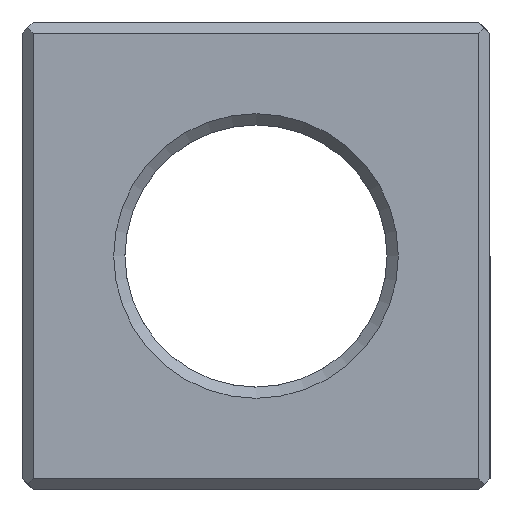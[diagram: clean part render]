
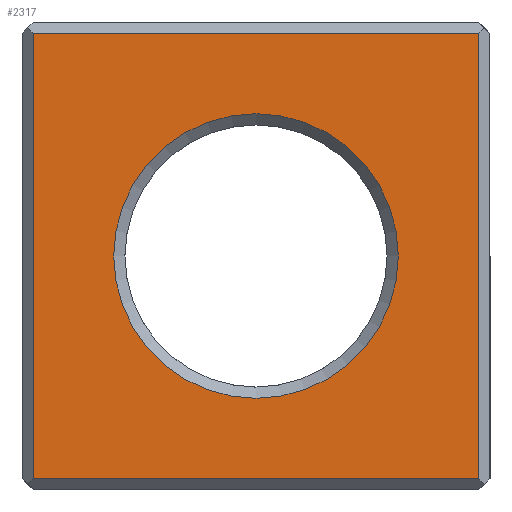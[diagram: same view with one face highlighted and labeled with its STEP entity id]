
A CAD part, left-side view. The second image highlights one B-rep face of the part: STEP entity #2317.
In plain terms, the highlighted planar face has unit normal (-1, 0, 0).
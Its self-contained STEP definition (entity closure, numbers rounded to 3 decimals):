
#72 = PLANE('',#73);
#73 = AXIS2_PLACEMENT_3D('',#74,#75,#76);
#74 = CARTESIAN_POINT('',(0.,0.,0.3));
#75 = DIRECTION('',(-0.707,0.,-0.707)
  );
#76 = DIRECTION('',(0.707,0.,-0.707));
#467 = PLANE('',#468);
#468 = AXIS2_PLACEMENT_3D('',#469,#470,#471);
#469 = CARTESIAN_POINT('',(0.3,12.5,0.));
#470 = DIRECTION('',(0.707,-0.707,0.));
#471 = DIRECTION('',(-0.707,-0.707,0.));
#698 = PLANE('',#699);
#699 = AXIS2_PLACEMENT_3D('',#700,#701,#702);
#700 = CARTESIAN_POINT('',(0.3,0.,0.));
#701 = DIRECTION('',(-0.707,-0.707,0.));
#702 = DIRECTION('',(-0.707,0.707,0.));
#766 = VERTEX_POINT('',#767);
#767 = CARTESIAN_POINT('',(0.,0.3,0.3));
#788 = EDGE_CURVE('',#766,#789,#791,.T.);
#789 = VERTEX_POINT('',#790);
#790 = CARTESIAN_POINT('',(0.,12.2,0.3));
#791 = SURFACE_CURVE('',#792,(#796,#803),.PCURVE_S1.);
#792 = LINE('',#793,#794);
#793 = CARTESIAN_POINT('',(0.,0.,0.3));
#794 = VECTOR('',#795,1.);
#795 = DIRECTION('',(0.,1.,0.));
#796 = PCURVE('',#72,#797);
#797 = DEFINITIONAL_REPRESENTATION('',(#798),#802);
#798 = LINE('',#799,#800);
#799 = CARTESIAN_POINT('',(0.,0.));
#800 = VECTOR('',#801,1.);
#801 = DIRECTION('',(0.,-1.));
#802 = ( GEOMETRIC_REPRESENTATION_CONTEXT(2) 
PARAMETRIC_REPRESENTATION_CONTEXT() REPRESENTATION_CONTEXT('2D SPACE',''
  ) );
#803 = PCURVE('',#804,#809);
#804 = PLANE('',#805);
#805 = AXIS2_PLACEMENT_3D('',#806,#807,#808);
#806 = CARTESIAN_POINT('',(0.,12.5,0.));
#807 = DIRECTION('',(1.,0.,0.));
#808 = DIRECTION('',(0.,-1.,0.));
#809 = DEFINITIONAL_REPRESENTATION('',(#810),#814);
#810 = LINE('',#811,#812);
#811 = CARTESIAN_POINT('',(12.5,-0.3));
#812 = VECTOR('',#813,1.);
#813 = DIRECTION('',(-1.,0.));
#814 = ( GEOMETRIC_REPRESENTATION_CONTEXT(2) 
PARAMETRIC_REPRESENTATION_CONTEXT() REPRESENTATION_CONTEXT('2D SPACE',''
  ) );
#1709 = VERTEX_POINT('',#1710);
#1710 = CARTESIAN_POINT('',(0.,12.2,12.2));
#1724 = PLANE('',#1725);
#1725 = AXIS2_PLACEMENT_3D('',#1726,#1727,#1728);
#1726 = CARTESIAN_POINT('',(0.3,0.,12.5));
#1727 = DIRECTION('',(-0.707,0.,0.707
    ));
#1728 = DIRECTION('',(-0.707,0.,-0.707
    ));
#1736 = EDGE_CURVE('',#789,#1709,#1737,.T.);
#1737 = SURFACE_CURVE('',#1738,(#1742,#1749),.PCURVE_S1.);
#1738 = LINE('',#1739,#1740);
#1739 = CARTESIAN_POINT('',(0.,12.2,0.));
#1740 = VECTOR('',#1741,1.);
#1741 = DIRECTION('',(0.,0.,1.));
#1742 = PCURVE('',#467,#1743);
#1743 = DEFINITIONAL_REPRESENTATION('',(#1744),#1748);
#1744 = LINE('',#1745,#1746);
#1745 = CARTESIAN_POINT('',(0.424,0.));
#1746 = VECTOR('',#1747,1.);
#1747 = DIRECTION('',(0.,-1.));
#1748 = ( GEOMETRIC_REPRESENTATION_CONTEXT(2) 
PARAMETRIC_REPRESENTATION_CONTEXT() REPRESENTATION_CONTEXT('2D SPACE',''
  ) );
#1749 = PCURVE('',#804,#1750);
#1750 = DEFINITIONAL_REPRESENTATION('',(#1751),#1755);
#1751 = LINE('',#1752,#1753);
#1752 = CARTESIAN_POINT('',(0.3,0.));
#1753 = VECTOR('',#1754,1.);
#1754 = DIRECTION('',(0.,-1.));
#1755 = ( GEOMETRIC_REPRESENTATION_CONTEXT(2) 
PARAMETRIC_REPRESENTATION_CONTEXT() REPRESENTATION_CONTEXT('2D SPACE',''
  ) );
#2274 = VERTEX_POINT('',#2275);
#2275 = CARTESIAN_POINT('',(0.,0.3,12.2));
#2296 = EDGE_CURVE('',#766,#2274,#2297,.T.);
#2297 = SURFACE_CURVE('',#2298,(#2302,#2309),.PCURVE_S1.);
#2298 = LINE('',#2299,#2300);
#2299 = CARTESIAN_POINT('',(0.,0.3,0.));
#2300 = VECTOR('',#2301,1.);
#2301 = DIRECTION('',(0.,0.,1.));
#2302 = PCURVE('',#698,#2303);
#2303 = DEFINITIONAL_REPRESENTATION('',(#2304),#2308);
#2304 = LINE('',#2305,#2306);
#2305 = CARTESIAN_POINT('',(0.424,0.));
#2306 = VECTOR('',#2307,1.);
#2307 = DIRECTION('',(0.,-1.));
#2308 = ( GEOMETRIC_REPRESENTATION_CONTEXT(2) 
PARAMETRIC_REPRESENTATION_CONTEXT() REPRESENTATION_CONTEXT('2D SPACE',''
  ) );
#2309 = PCURVE('',#804,#2310);
#2310 = DEFINITIONAL_REPRESENTATION('',(#2311),#2315);
#2311 = LINE('',#2312,#2313);
#2312 = CARTESIAN_POINT('',(12.2,0.));
#2313 = VECTOR('',#2314,1.);
#2314 = DIRECTION('',(0.,-1.));
#2315 = ( GEOMETRIC_REPRESENTATION_CONTEXT(2) 
PARAMETRIC_REPRESENTATION_CONTEXT() REPRESENTATION_CONTEXT('2D SPACE',''
  ) );
#2317 = ADVANCED_FACE('',(#2318,#2344),#804,.F.);
#2318 = FACE_BOUND('',#2319,.F.);
#2319 = EDGE_LOOP('',(#2320,#2321,#2322,#2323));
#2320 = ORIENTED_EDGE('',*,*,#2296,.F.);
#2321 = ORIENTED_EDGE('',*,*,#788,.T.);
#2322 = ORIENTED_EDGE('',*,*,#1736,.T.);
#2323 = ORIENTED_EDGE('',*,*,#2324,.F.);
#2324 = EDGE_CURVE('',#2274,#1709,#2325,.T.);
#2325 = SURFACE_CURVE('',#2326,(#2330,#2337),.PCURVE_S1.);
#2326 = LINE('',#2327,#2328);
#2327 = CARTESIAN_POINT('',(0.,0.,12.2));
#2328 = VECTOR('',#2329,1.);
#2329 = DIRECTION('',(0.,1.,0.));
#2330 = PCURVE('',#804,#2331);
#2331 = DEFINITIONAL_REPRESENTATION('',(#2332),#2336);
#2332 = LINE('',#2333,#2334);
#2333 = CARTESIAN_POINT('',(12.5,-12.2));
#2334 = VECTOR('',#2335,1.);
#2335 = DIRECTION('',(-1.,0.));
#2336 = ( GEOMETRIC_REPRESENTATION_CONTEXT(2) 
PARAMETRIC_REPRESENTATION_CONTEXT() REPRESENTATION_CONTEXT('2D SPACE',''
  ) );
#2337 = PCURVE('',#1724,#2338);
#2338 = DEFINITIONAL_REPRESENTATION('',(#2339),#2343);
#2339 = LINE('',#2340,#2341);
#2340 = CARTESIAN_POINT('',(0.424,0.));
#2341 = VECTOR('',#2342,1.);
#2342 = DIRECTION('',(0.,-1.));
#2343 = ( GEOMETRIC_REPRESENTATION_CONTEXT(2) 
PARAMETRIC_REPRESENTATION_CONTEXT() REPRESENTATION_CONTEXT('2D SPACE',''
  ) );
#2344 = FACE_BOUND('',#2345,.F.);
#2345 = EDGE_LOOP('',(#2346));
#2346 = ORIENTED_EDGE('',*,*,#2347,.T.);
#2347 = EDGE_CURVE('',#2348,#2348,#2350,.T.);
#2348 = VERTEX_POINT('',#2349);
#2349 = CARTESIAN_POINT('',(0.,2.45,6.25));
#2350 = SURFACE_CURVE('',#2351,(#2356,#2367),.PCURVE_S1.);
#2351 = CIRCLE('',#2352,3.8);
#2352 = AXIS2_PLACEMENT_3D('',#2353,#2354,#2355);
#2353 = CARTESIAN_POINT('',(0.,6.25,6.25));
#2354 = DIRECTION('',(-1.,0.,0.));
#2355 = DIRECTION('',(0.,-1.,0.));
#2356 = PCURVE('',#804,#2357);
#2357 = DEFINITIONAL_REPRESENTATION('',(#2358),#2366);
#2358 = ( BOUNDED_CURVE() B_SPLINE_CURVE(2,(#2359,#2360,#2361,#2362,
#2363,#2364,#2365),.UNSPECIFIED.,.T.,.F.) B_SPLINE_CURVE_WITH_KNOTS((1,2
    ,2,2,2,1),(-2.094,0.,2.094,4.189,
6.283,8.378),.UNSPECIFIED.) CURVE() 
GEOMETRIC_REPRESENTATION_ITEM() RATIONAL_B_SPLINE_CURVE((1.,0.5,1.,0.5,
1.,0.5,1.)) REPRESENTATION_ITEM('') );
#2359 = CARTESIAN_POINT('',(10.05,-6.25));
#2360 = CARTESIAN_POINT('',(10.05,-12.832));
#2361 = CARTESIAN_POINT('',(4.35,-9.541));
#2362 = CARTESIAN_POINT('',(-1.35,-6.25));
#2363 = CARTESIAN_POINT('',(4.35,-2.959));
#2364 = CARTESIAN_POINT('',(10.05,0.332));
#2365 = CARTESIAN_POINT('',(10.05,-6.25));
#2366 = ( GEOMETRIC_REPRESENTATION_CONTEXT(2) 
PARAMETRIC_REPRESENTATION_CONTEXT() REPRESENTATION_CONTEXT('2D SPACE',''
  ) );
#2367 = PCURVE('',#2368,#2373);
#2368 = CONICAL_SURFACE('',#2369,3.5,0.785);
#2369 = AXIS2_PLACEMENT_3D('',#2370,#2371,#2372);
#2370 = CARTESIAN_POINT('',(0.3,6.25,6.25));
#2371 = DIRECTION('',(-1.,-0.,-0.));
#2372 = DIRECTION('',(0.,-1.,0.));
#2373 = DEFINITIONAL_REPRESENTATION('',(#2374),#2378);
#2374 = LINE('',#2375,#2376);
#2375 = CARTESIAN_POINT('',(0.,0.3));
#2376 = VECTOR('',#2377,1.);
#2377 = DIRECTION('',(1.,0.));
#2378 = ( GEOMETRIC_REPRESENTATION_CONTEXT(2) 
PARAMETRIC_REPRESENTATION_CONTEXT() REPRESENTATION_CONTEXT('2D SPACE',''
  ) );
